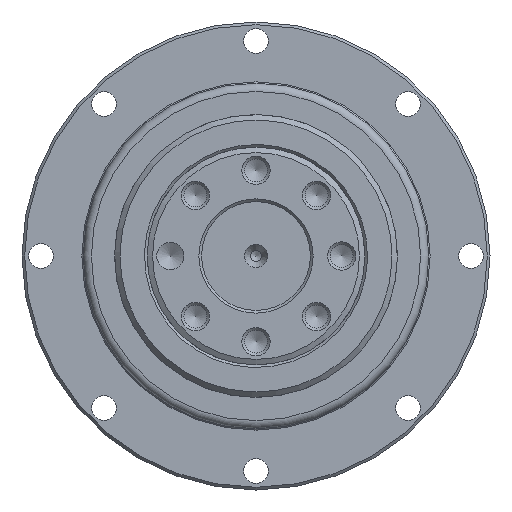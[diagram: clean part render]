
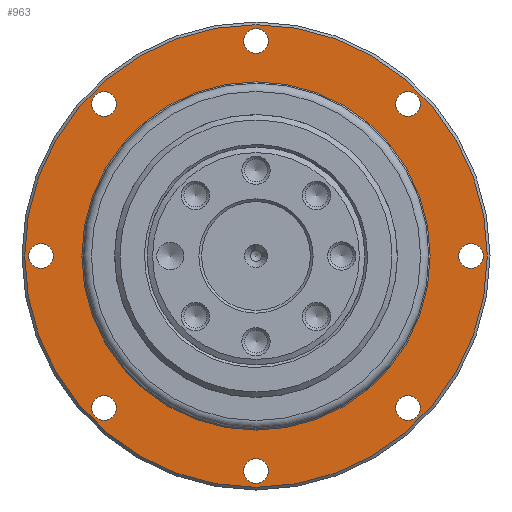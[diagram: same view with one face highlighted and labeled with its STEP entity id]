
A CAD part, left-side view. The second image highlights one B-rep face of the part: STEP entity #963.
In plain terms, the highlighted planar face has unit normal (-1, 0, 0).
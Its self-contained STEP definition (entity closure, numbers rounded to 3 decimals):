
#157=CARTESIAN_POINT('',(-23.5,42.5,0.0));
#158=VERTEX_POINT('',#157);
#159=CARTESIAN_POINT('',(-23.5,0.,0.0));
#160=DIRECTION('',(-1.0,0.0,0.0));
#161=DIRECTION('',(0.0,-1.0,0.0));
#162=AXIS2_PLACEMENT_3D('',#159,#160,#161);
#163=CIRCLE('',#162,42.5);
#164=EDGE_CURVE('',#158,#158,#163,.T.);
#241=CARTESIAN_POINT('',(-23.5,30.181,-27.931));
#242=VERTEX_POINT('',#241);
#243=CARTESIAN_POINT('',(-23.5,27.931,-27.931));
#244=DIRECTION('',(-1.0,0.0,0.0));
#245=DIRECTION('',(0.0,-1.0,0.0));
#246=AXIS2_PLACEMENT_3D('',#243,#244,#245);
#247=CIRCLE('',#246,2.25);
#248=EDGE_CURVE('',#242,#242,#247,.T.);
#269=CARTESIAN_POINT('',(-23.5,2.25,-39.5));
#270=VERTEX_POINT('',#269);
#271=CARTESIAN_POINT('',(-23.5,0.,-39.5));
#272=DIRECTION('',(-1.0,0.0,0.0));
#273=DIRECTION('',(0.0,-1.0,0.0));
#274=AXIS2_PLACEMENT_3D('',#271,#272,#273);
#275=CIRCLE('',#274,2.25);
#276=EDGE_CURVE('',#270,#270,#275,.T.);
#297=CARTESIAN_POINT('',(-23.5,-25.681,-27.931));
#298=VERTEX_POINT('',#297);
#299=CARTESIAN_POINT('',(-23.5,-27.931,-27.931));
#300=DIRECTION('',(-1.0,0.0,0.0));
#301=DIRECTION('',(0.0,-1.0,0.0));
#302=AXIS2_PLACEMENT_3D('',#299,#300,#301);
#303=CIRCLE('',#302,2.25);
#304=EDGE_CURVE('',#298,#298,#303,.T.);
#325=CARTESIAN_POINT('',(-23.5,-37.25,0.0));
#326=VERTEX_POINT('',#325);
#327=CARTESIAN_POINT('',(-23.5,-39.5,0.0));
#328=DIRECTION('',(-1.0,0.0,0.0));
#329=DIRECTION('',(0.0,-1.0,0.0));
#330=AXIS2_PLACEMENT_3D('',#327,#328,#329);
#331=CIRCLE('',#330,2.25);
#332=EDGE_CURVE('',#326,#326,#331,.T.);
#353=CARTESIAN_POINT('',(-23.5,-25.681,27.931));
#354=VERTEX_POINT('',#353);
#355=CARTESIAN_POINT('',(-23.5,-27.931,27.931));
#356=DIRECTION('',(-1.0,0.0,0.0));
#357=DIRECTION('',(0.0,-1.0,0.0));
#358=AXIS2_PLACEMENT_3D('',#355,#356,#357);
#359=CIRCLE('',#358,2.25);
#360=EDGE_CURVE('',#354,#354,#359,.T.);
#381=CARTESIAN_POINT('',(-23.5,2.25,39.5));
#382=VERTEX_POINT('',#381);
#383=CARTESIAN_POINT('',(-23.5,0.,39.5));
#384=DIRECTION('',(-1.0,0.0,0.0));
#385=DIRECTION('',(0.0,-1.0,0.0));
#386=AXIS2_PLACEMENT_3D('',#383,#384,#385);
#387=CIRCLE('',#386,2.25);
#388=EDGE_CURVE('',#382,#382,#387,.T.);
#409=CARTESIAN_POINT('',(-23.5,30.181,27.931));
#410=VERTEX_POINT('',#409);
#411=CARTESIAN_POINT('',(-23.5,27.931,27.931));
#412=DIRECTION('',(-1.0,0.0,0.0));
#413=DIRECTION('',(0.0,-1.0,0.0));
#414=AXIS2_PLACEMENT_3D('',#411,#412,#413);
#415=CIRCLE('',#414,2.25);
#416=EDGE_CURVE('',#410,#410,#415,.T.);
#437=CARTESIAN_POINT('',(-23.5,41.75,0.0));
#438=VERTEX_POINT('',#437);
#439=CARTESIAN_POINT('',(-23.5,39.5,0.0));
#440=DIRECTION('',(-1.0,0.0,0.0));
#441=DIRECTION('',(0.0,-1.0,0.0));
#442=AXIS2_PLACEMENT_3D('',#439,#440,#441);
#443=CIRCLE('',#442,2.25);
#444=EDGE_CURVE('',#438,#438,#443,.T.);
#852=CARTESIAN_POINT('',(-23.5,32.0,0.0));
#853=VERTEX_POINT('',#852);
#854=CARTESIAN_POINT('',(-23.5,0.,0.0));
#855=DIRECTION('',(1.0,0.0,0.0));
#856=DIRECTION('',(0.0,1.0,0.0));
#857=AXIS2_PLACEMENT_3D('',#854,#855,#856);
#858=CIRCLE('',#857,32.0);
#859=EDGE_CURVE('',#853,#853,#858,.T.);
#928=CARTESIAN_POINT('',(-23.5,32.0,0.0));
#929=DIRECTION('',(-1.0,0.0,0.0));
#930=DIRECTION('',(0.0,0.0,1.0));
#931=AXIS2_PLACEMENT_3D('',#928,#929,#930);
#932=PLANE('',#931);
#933=ORIENTED_EDGE('',*,*,#164,.T.);
#934=EDGE_LOOP('',(#933));
#935=FACE_OUTER_BOUND('',#934,.T.);
#936=ORIENTED_EDGE('',*,*,#248,.F.);
#937=EDGE_LOOP('',(#936));
#938=FACE_BOUND('',#937,.T.);
#939=ORIENTED_EDGE('',*,*,#276,.F.);
#940=EDGE_LOOP('',(#939));
#941=FACE_BOUND('',#940,.T.);
#942=ORIENTED_EDGE('',*,*,#304,.F.);
#943=EDGE_LOOP('',(#942));
#944=FACE_BOUND('',#943,.T.);
#945=ORIENTED_EDGE('',*,*,#332,.F.);
#946=EDGE_LOOP('',(#945));
#947=FACE_BOUND('',#946,.T.);
#948=ORIENTED_EDGE('',*,*,#360,.F.);
#949=EDGE_LOOP('',(#948));
#950=FACE_BOUND('',#949,.T.);
#951=ORIENTED_EDGE('',*,*,#388,.F.);
#952=EDGE_LOOP('',(#951));
#953=FACE_BOUND('',#952,.T.);
#954=ORIENTED_EDGE('',*,*,#416,.F.);
#955=EDGE_LOOP('',(#954));
#956=FACE_BOUND('',#955,.T.);
#957=ORIENTED_EDGE('',*,*,#444,.F.);
#958=EDGE_LOOP('',(#957));
#959=FACE_BOUND('',#958,.T.);
#960=ORIENTED_EDGE('',*,*,#859,.T.);
#961=EDGE_LOOP('',(#960));
#962=FACE_BOUND('',#961,.T.);
#963=ADVANCED_FACE('',(#935,#938,#941,#944,#947,#950,#953,#956,#959,#962),#932,.T.);
